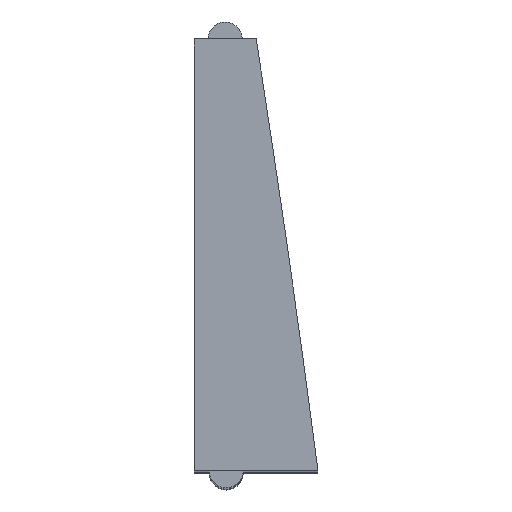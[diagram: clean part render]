
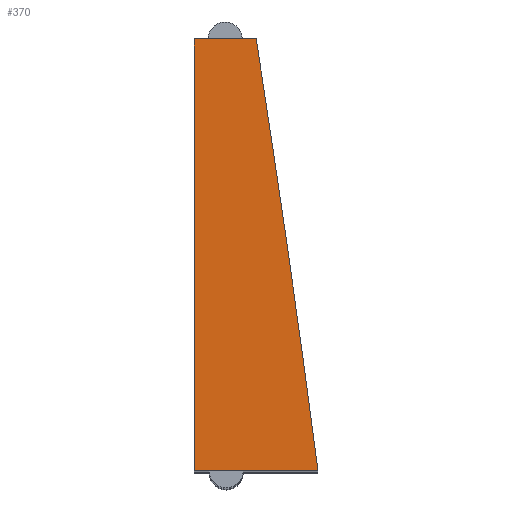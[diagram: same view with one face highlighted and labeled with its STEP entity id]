
A CAD part, top view. The second image highlights one B-rep face of the part: STEP entity #370.
In plain terms, the highlighted planar face has unit normal (0, -0.003, 1).
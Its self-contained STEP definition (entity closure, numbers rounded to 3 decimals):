
#40=ELLIPSE('',#418,116.893,12.785);
#56=FACE_OUTER_BOUND('',#76,.T.);
#76=EDGE_LOOP('',(#295,#296,#297,#298));
#111=LINE('',#583,#147);
#114=LINE('',#589,#150);
#116=LINE('',#592,#152);
#147=VECTOR('',#475,10.);
#150=VECTOR('',#480,10.);
#152=VECTOR('',#484,10.);
#183=VERTEX_POINT('',#580);
#184=VERTEX_POINT('',#582);
#185=VERTEX_POINT('',#586);
#186=VERTEX_POINT('',#588);
#220=EDGE_CURVE('',#183,#184,#111,.T.);
#223=EDGE_CURVE('',#185,#186,#114,.T.);
#225=EDGE_CURVE('',#186,#183,#116,.T.);
#226=EDGE_CURVE('',#184,#185,#40,.T.);
#295=ORIENTED_EDGE('',*,*,#220,.F.);
#296=ORIENTED_EDGE('',*,*,#225,.F.);
#297=ORIENTED_EDGE('',*,*,#223,.F.);
#298=ORIENTED_EDGE('',*,*,#226,.F.);
#353=PLANE('',#419);
#370=ADVANCED_FACE('',(#56),#353,.T.);
#418=AXIS2_PLACEMENT_3D('',#599,#485,#486);
#419=AXIS2_PLACEMENT_3D('',#600,#487,#488);
#475=DIRECTION('',(1.,0.,0.));
#480=DIRECTION('',(-1.,0.,0.));
#484=DIRECTION('',(0.,1.,0.003));
#485=DIRECTION('center_axis',(0.,0.003,
-1.));
#486=DIRECTION('ref_axis',(0.171,-0.985,-0.003));
#487=DIRECTION('center_axis',(0.,-0.003,
1.));
#488=DIRECTION('ref_axis',(1.,0.,0.));
#580=CARTESIAN_POINT('',(6.2,-0.25,27.784));
#582=CARTESIAN_POINT('',(9.84,-0.25,27.784));
#583=CARTESIAN_POINT('',(9.834,-0.25,27.784));
#586=CARTESIAN_POINT('',(13.455,-25.521,27.704));
#588=CARTESIAN_POINT('',(6.2,-25.521,27.704));
#589=CARTESIAN_POINT('',(8.014,-25.521,27.704));
#592=CARTESIAN_POINT('',(6.2,-6.612,27.764));
#599=CARTESIAN_POINT('Origin',(-5.571,14.642,27.831));
#600=CARTESIAN_POINT('Origin',(9.828,-12.885,27.744));
